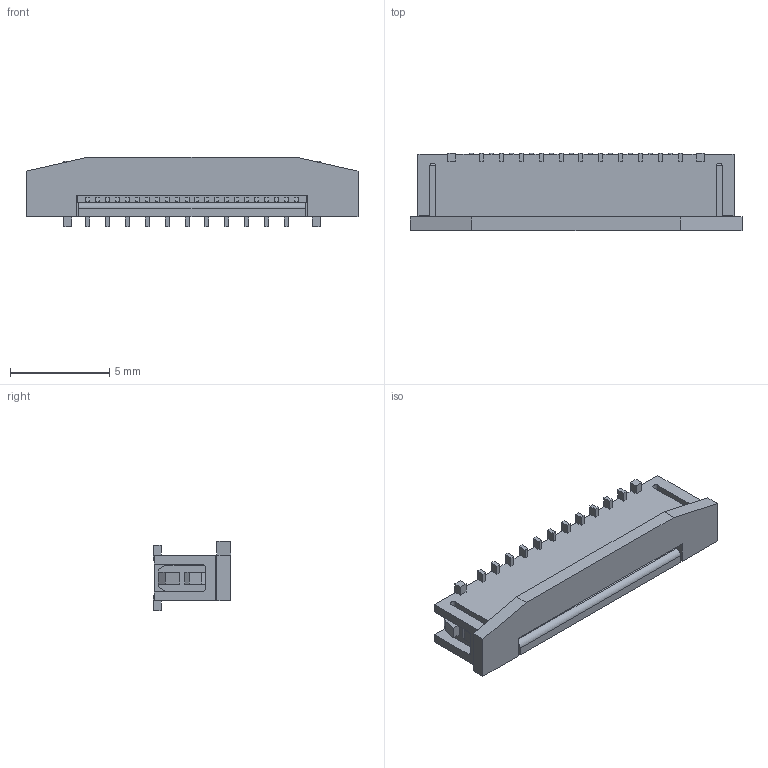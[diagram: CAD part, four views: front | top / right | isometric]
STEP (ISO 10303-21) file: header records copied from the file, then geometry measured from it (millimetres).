
FILE_DESCRIPTION(/* description */ (''),/* implementation_level */ '2;1');
FILE_NAME(/* name */ '525592253wbm000_01_214.stp',/* time_stamp */ '2022-07-21T10:36:25+05:00',/* author */ (''),/* organization */ (''),/* preprocessor_version */ 'ST-DEVELOPER v16.7',/* originating_system */ 'SIEMENS PLM Software NX 1919',/* authorisation */ '');
FILE_SCHEMA (('AUTOMOTIVE_DESIGN { 1 0 10303 214 3 1 1 1 }'));
Length unit declared in the file: millimetre
Products named in the file (1): 525592253wbm000_01
Bounding box: 16.7 x 3.9 x 3.5 mm (x, y, z)
Volume: 131.9 mm3; surface area: 426.2 mm2
Topology: 1 solids, 1 shells, 504 faces, 1625 edges, 1066 vertices
Faces by surface type: plane 425, cylinder 79
Entity records: 17735 total; most frequent: ORIENTED_EDGE 3250, CARTESIAN_POINT 3196, DIRECTION 2793, EDGE_CURVE 1625, LINE 1467, VECTOR 1467, VERTEX_POINT 1066, AXIS2_PLACEMENT_3D 663
